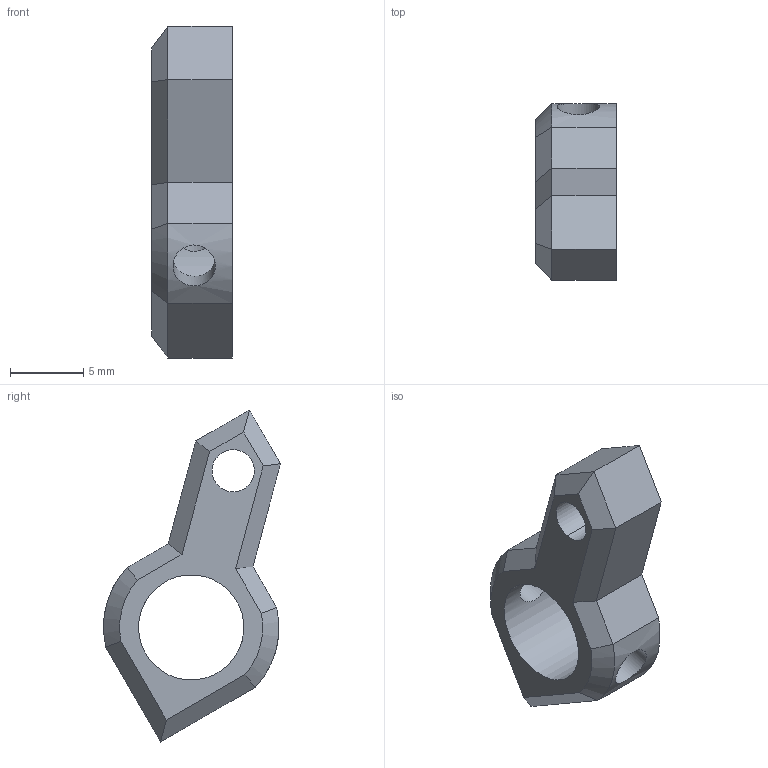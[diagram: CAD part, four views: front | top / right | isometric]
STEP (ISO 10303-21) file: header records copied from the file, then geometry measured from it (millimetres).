
FILE_DESCRIPTION(/* description */ (''),/* implementation_level */ '2;1');
FILE_NAME(/* name */ '19-selector-switch.step',/* time_stamp */ '2022-04-06T21:23:36+01:00',/* author */ (''),/* organization */ (''),/* preprocessor_version */ 'ST-DEVELOPER v18.1',/* originating_system */ 'Autodesk Translation Framework v10.13.0.1454',/* authorisation */ '');
FILE_SCHEMA (('AUTOMOTIVE_DESIGN { 1 0 10303 214 3 1 1 }'));
Length unit declared in the file: millimetre
Products named in the file (1): 9
Bounding box: 5.5 x 12.11 x 22.72 mm (x, y, z)
Volume: 582.4 mm3; surface area: 699.3 mm2
Topology: 1 solids, 1 shells, 30 faces, 75 edges, 47 vertices
Faces by surface type: plane 19, cylinder 9, cone 2
Full cylindrical faces by diameter (mm): 2.9 x2, 7.2 x1
Entity records: 1066 total; most frequent: CARTESIAN_POINT 298, ORIENTED_EDGE 150, DIRECTION 144, EDGE_CURVE 75, LINE 50, VECTOR 50, VERTEX_POINT 47, AXIS2_PLACEMENT_3D 47
